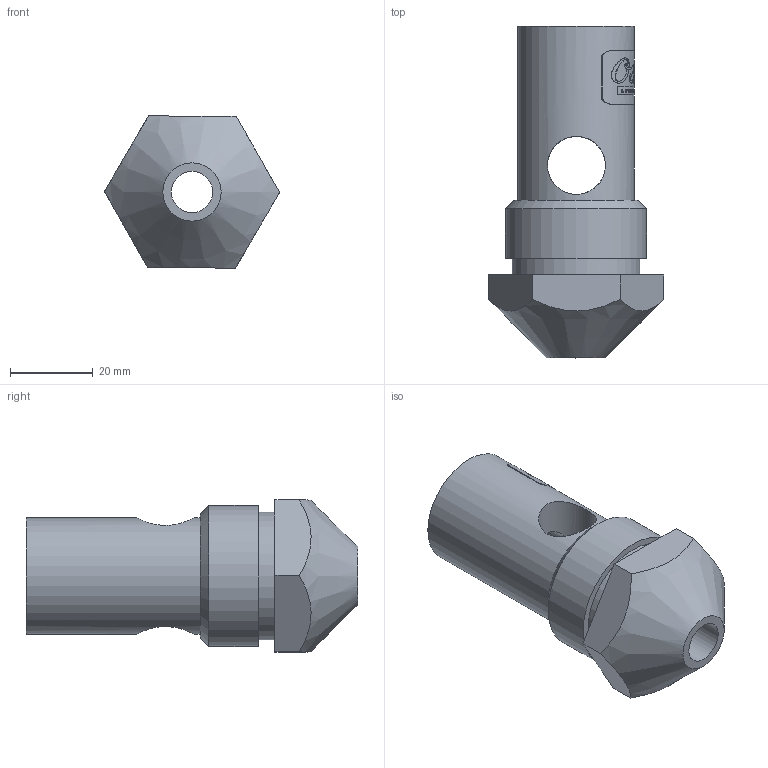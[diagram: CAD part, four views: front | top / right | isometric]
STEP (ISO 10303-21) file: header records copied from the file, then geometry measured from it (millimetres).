
FILE_DESCRIPTION(/* description */ (''),/* implementation_level */ '2;1');
FILE_NAME(/* name */ '52218_Fadendüse.stp',/* time_stamp */ '2017-09-25T08:54:47+02:00',/* author */ ('guzb562'),/* organization */ (''),/* preprocessor_version */ 'ST-DEVELOPER v16.1',/* originating_system */ 'Autodesk Inventor 2016',/* authorisation */ '');
FILE_SCHEMA (('AUTOMOTIVE_DESIGN { 1 0 10303 214 3 1 1 }'));
Length unit declared in the file: millimetre
Products named in the file (1): 52218_Fadendüse
Bounding box: 42.24 x 80 x 36.7 mm (x, y, z)
Volume: 47550.2 mm3; surface area: 12228.6 mm2
Topology: 1 solids, 1 shells, 224 faces, 594 edges, 396 vertices
Faces by surface type: plane 112, bspline 78, cylinder 32, cone 2
Full cylindrical faces by diameter (mm): 10 x1, 11 x1, 13.973 x1, 28 x1, 30.706 x1, 34 x1
Entity records: 9999 total; most frequent: CARTESIAN_POINT 4870, ORIENTED_EDGE 1162, DIRECTION 863, EDGE_CURVE 581, VERTEX_POINT 392, AXIS2_PLACEMENT_3D 309, EDGE_LOOP 263, LINE 245
